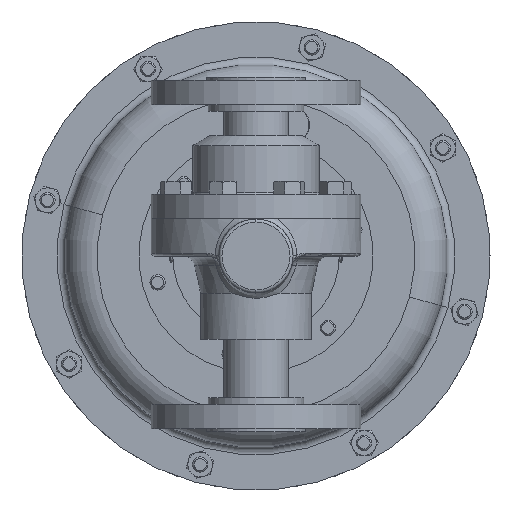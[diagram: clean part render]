
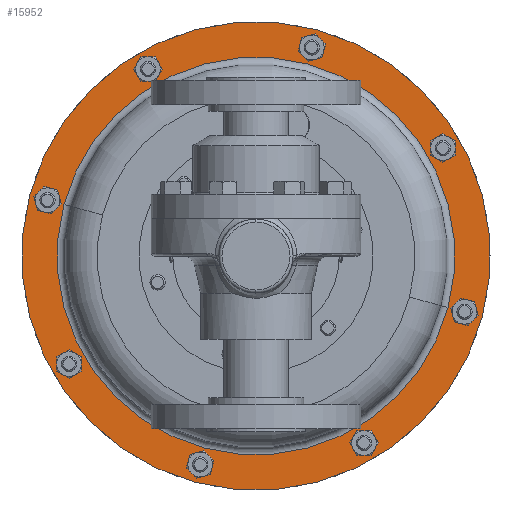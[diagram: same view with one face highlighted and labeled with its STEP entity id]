
A CAD part, front view. The second image highlights one B-rep face of the part: STEP entity #15952.
In plain terms, the highlighted planar face has unit normal (0, -1, 0).
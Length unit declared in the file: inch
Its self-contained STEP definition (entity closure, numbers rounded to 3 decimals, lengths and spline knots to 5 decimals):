
#82 = EDGE_LOOP ( 'NONE', ( #21703, #9224 ) ) ;
#1097 = DIRECTION ( 'NONE',  ( 0., 1., 0. ) ) ;
#1592 = CARTESIAN_POINT ( 'NONE',  ( 1.72307, 10.6203, 5.33564 ) ) ;
#2533 = ORIENTED_EDGE ( 'NONE', *, *, #13239, .F. ) ;
#2833 = CIRCLE ( 'NONE', #8085, 4.75 ) ;
#3333 = AXIS2_PLACEMENT_3D ( 'NONE', #21416, #22625, #8855 ) ;
#3551 = DIRECTION ( 'NONE',  ( -0.966, 0., 0.259 ) ) ;
#3556 = DIRECTION ( 'NONE',  ( -0.966, 0., 0.259 ) ) ;
#4314 = EDGE_CURVE ( 'NONE', #8412, #18728, #2833, .T. ) ;
#5544 = CARTESIAN_POINT ( 'NONE',  ( 1.72307, 10.6203, 5.33564 ) ) ;
#5746 = CARTESIAN_POINT ( 'NONE',  ( -2.86507, 10.6203, 6.56503 ) ) ;
#7456 = ORIENTED_EDGE ( 'NONE', *, *, #4314, .F. ) ;
#7636 = EDGE_CURVE ( 'NONE', #19974, #24578, #19937, .T. ) ;
#7679 = CARTESIAN_POINT ( 'NONE',  ( 1.72307, 10.6203, 5.33564 ) ) ;
#8085 = AXIS2_PLACEMENT_3D ( 'NONE', #5544, #17307, #3551 ) ;
#8266 = EDGE_LOOP ( 'NONE', ( #2533, #7456 ) ) ;
#8412 = VERTEX_POINT ( 'NONE', #23811 ) ;
#8855 = DIRECTION ( 'NONE',  ( 0.966, 0., -0.259 ) ) ;
#8936 = CIRCLE ( 'NONE', #22416, 4.75 ) ;
#9224 = ORIENTED_EDGE ( 'NONE', *, *, #7636, .T. ) ;
#9624 = DIRECTION ( 'NONE',  ( -0.966, 0., 0.259 ) ) ;
#12860 = DIRECTION ( 'NONE',  ( -0.966, 0., 0.259 ) ) ;
#13239 = EDGE_CURVE ( 'NONE', #18728, #8412, #8936, .T. ) ;
#14821 = CARTESIAN_POINT ( 'NONE',  ( 1.72307, 10.6203, 5.33564 ) ) ;
#15322 = DIRECTION ( 'NONE',  ( 0., 1., 0. ) ) ;
#15952 = ADVANCED_FACE ( 'NONE', ( #23020, #18399 ), #23394, .T. ) ;
#17307 = DIRECTION ( 'NONE',  ( 0., 1., 0. ) ) ;
#17882 = CIRCLE ( 'NONE', #24648, 4.029 ) ;
#18399 = FACE_OUTER_BOUND ( 'NONE', #8266, .T. ) ;
#18728 = VERTEX_POINT ( 'NONE', #5746 ) ;
#19689 = AXIS2_PLACEMENT_3D ( 'NONE', #1592, #15322, #3556 ) ;
#19937 = CIRCLE ( 'NONE', #19689, 4.029 ) ;
#19974 = VERTEX_POINT ( 'NONE', #20006 ) ;
#20006 = CARTESIAN_POINT ( 'NONE',  ( 5.61479, 10.6203, 4.29286 ) ) ;
#21416 = CARTESIAN_POINT ( 'NONE',  ( 2.95246, 10.6203, 9.92378 ) ) ;
#21428 = DIRECTION ( 'NONE',  ( 0., 1., 0. ) ) ;
#21703 = ORIENTED_EDGE ( 'NONE', *, *, #21717, .T. ) ;
#21717 = EDGE_CURVE ( 'NONE', #24578, #19974, #17882, .T. ) ;
#22416 = AXIS2_PLACEMENT_3D ( 'NONE', #14821, #1097, #12860 ) ;
#22625 = DIRECTION ( 'NONE',  ( 0., -1., 0. ) ) ;
#23020 = FACE_BOUND ( 'NONE', #82, .T. ) ;
#23394 = PLANE ( 'NONE',  #3333 ) ;
#23811 = CARTESIAN_POINT ( 'NONE',  ( 6.31122, 10.6203, 4.10625 ) ) ;
#24318 = CARTESIAN_POINT ( 'NONE',  ( -2.16864, 10.6203, 6.37842 ) ) ;
#24578 = VERTEX_POINT ( 'NONE', #24318 ) ;
#24648 = AXIS2_PLACEMENT_3D ( 'NONE', #7679, #21428, #9624 ) ;
